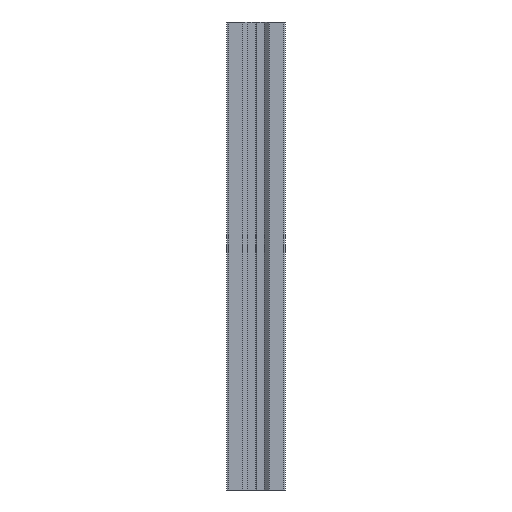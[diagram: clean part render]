
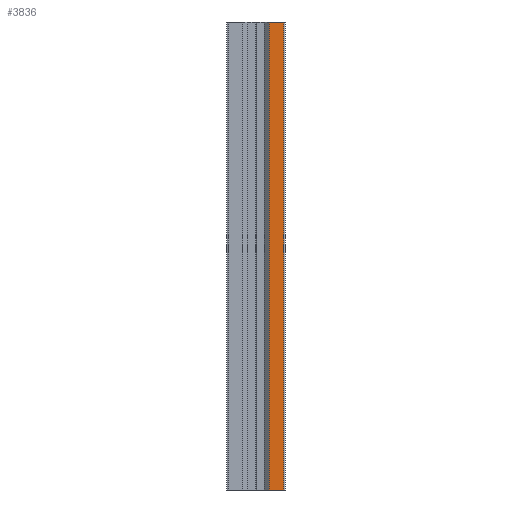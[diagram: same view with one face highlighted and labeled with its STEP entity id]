
A CAD part, front view. The second image highlights one B-rep face of the part: STEP entity #3836.
In plain terms, the highlighted planar face has unit normal (0, -1, 0).
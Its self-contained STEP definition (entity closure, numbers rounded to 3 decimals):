
#45 = PLANE('',#46);
#46 = AXIS2_PLACEMENT_3D('',#47,#48,#49);
#47 = CARTESIAN_POINT('',(-50.,-50.,160.));
#48 = DIRECTION('',(0.,0.,1.));
#49 = DIRECTION('',(1.,0.,0.));
#106 = PLANE('',#107);
#107 = AXIS2_PLACEMENT_3D('',#108,#109,#110);
#108 = CARTESIAN_POINT('',(0.,0.,0.));
#109 = DIRECTION('',(0.,0.,1.));
#110 = DIRECTION('',(1.,0.,0.));
#1674 = VERTEX_POINT('',#1675);
#1675 = CARTESIAN_POINT('',(4.58,-10.,160.));
#1688 = PLANE('',#1689);
#1689 = AXIS2_PLACEMENT_3D('',#1690,#1691,#1692);
#1690 = CARTESIAN_POINT('',(-2.71,-2.71,1500.));
#1691 = DIRECTION('',(0.707,0.707,0.));
#1692 = DIRECTION('',(-0.707,0.707,0.));
#1699 = EDGE_CURVE('',#1700,#1674,#1702,.T.);
#1700 = VERTEX_POINT('',#1701);
#1701 = CARTESIAN_POINT('',(9.5,-10.,160.));
#1702 = SURFACE_CURVE('',#1703,(#1707,#1713),.PCURVE_S1.);
#1703 = LINE('',#1704,#1705);
#1704 = CARTESIAN_POINT('',(-25.,-10.,160.));
#1705 = VECTOR('',#1706,1.);
#1706 = DIRECTION('',(-1.,0.,0.));
#1707 = PCURVE('',#45,#1708);
#1708 = DEFINITIONAL_REPRESENTATION('',(#1709),#1712);
#1709 = B_SPLINE_CURVE_WITH_KNOTS('',1,(#1710,#1711),.UNSPECIFIED.,.F.,
  .F.,(2,2),(-34.992,-29.088),.PIECEWISE_BEZIER_KNOTS.);
#1710 = CARTESIAN_POINT('',(59.992,40.));
#1711 = CARTESIAN_POINT('',(54.088,40.));
#1712 = ( GEOMETRIC_REPRESENTATION_CONTEXT(2) 
PARAMETRIC_REPRESENTATION_CONTEXT() REPRESENTATION_CONTEXT('2D SPACE',''
  ) );
#1713 = PCURVE('',#1714,#1719);
#1714 = PLANE('',#1715);
#1715 = AXIS2_PLACEMENT_3D('',#1716,#1717,#1718);
#1716 = CARTESIAN_POINT('',(0.,-10.,1500.));
#1717 = DIRECTION('',(0.,-1.,0.));
#1718 = DIRECTION('',(1.,0.,0.));
#1719 = DEFINITIONAL_REPRESENTATION('',(#1720),#1723);
#1720 = B_SPLINE_CURVE_WITH_KNOTS('',1,(#1721,#1722),.UNSPECIFIED.,.F.,
  .F.,(2,2),(-34.992,-29.088),.PIECEWISE_BEZIER_KNOTS.);
#1721 = CARTESIAN_POINT('',(9.992,-1340.));
#1722 = CARTESIAN_POINT('',(4.088,-1340.));
#1723 = ( GEOMETRIC_REPRESENTATION_CONTEXT(2) 
PARAMETRIC_REPRESENTATION_CONTEXT() REPRESENTATION_CONTEXT('2D SPACE',''
  ) );
#1746 = CYLINDRICAL_SURFACE('',#1747,0.5);
#1747 = AXIS2_PLACEMENT_3D('',#1748,#1749,#1750);
#1748 = CARTESIAN_POINT('',(9.5,-9.5,1500.));
#1749 = DIRECTION('',(-0.,-0.,-1.));
#1750 = DIRECTION('',(-1.,0.,0.));
#2185 = VERTEX_POINT('',#2186);
#2186 = CARTESIAN_POINT('',(9.5,-10.,0.));
#2208 = EDGE_CURVE('',#2185,#2209,#2211,.T.);
#2209 = VERTEX_POINT('',#2210);
#2210 = CARTESIAN_POINT('',(4.58,-10.,0.));
#2211 = SURFACE_CURVE('',#2212,(#2216,#2223),.PCURVE_S1.);
#2212 = LINE('',#2213,#2214);
#2213 = CARTESIAN_POINT('',(0.,-10.,0.));
#2214 = VECTOR('',#2215,1.);
#2215 = DIRECTION('',(-1.,0.,0.));
#2216 = PCURVE('',#106,#2217);
#2217 = DEFINITIONAL_REPRESENTATION('',(#2218),#2222);
#2218 = LINE('',#2219,#2220);
#2219 = CARTESIAN_POINT('',(0.,-10.));
#2220 = VECTOR('',#2221,1.);
#2221 = DIRECTION('',(-1.,0.));
#2222 = ( GEOMETRIC_REPRESENTATION_CONTEXT(2) 
PARAMETRIC_REPRESENTATION_CONTEXT() REPRESENTATION_CONTEXT('2D SPACE',''
  ) );
#2223 = PCURVE('',#1714,#2224);
#2224 = DEFINITIONAL_REPRESENTATION('',(#2225),#2229);
#2225 = LINE('',#2226,#2227);
#2226 = CARTESIAN_POINT('',(0.,-1500.));
#2227 = VECTOR('',#2228,1.);
#2228 = DIRECTION('',(-1.,0.));
#2229 = ( GEOMETRIC_REPRESENTATION_CONTEXT(2) 
PARAMETRIC_REPRESENTATION_CONTEXT() REPRESENTATION_CONTEXT('2D SPACE',''
  ) );
#3813 = EDGE_CURVE('',#1700,#2185,#3814,.T.);
#3814 = SURFACE_CURVE('',#3815,(#3819,#3826),.PCURVE_S1.);
#3815 = LINE('',#3816,#3817);
#3816 = CARTESIAN_POINT('',(9.5,-10.,1500.));
#3817 = VECTOR('',#3818,1.);
#3818 = DIRECTION('',(-0.,-0.,-1.));
#3819 = PCURVE('',#1746,#3820);
#3820 = DEFINITIONAL_REPRESENTATION('',(#3821),#3825);
#3821 = LINE('',#3822,#3823);
#3822 = CARTESIAN_POINT('',(4.712,0.));
#3823 = VECTOR('',#3824,1.);
#3824 = DIRECTION('',(0.,1.));
#3825 = ( GEOMETRIC_REPRESENTATION_CONTEXT(2) 
PARAMETRIC_REPRESENTATION_CONTEXT() REPRESENTATION_CONTEXT('2D SPACE',''
  ) );
#3826 = PCURVE('',#1714,#3827);
#3827 = DEFINITIONAL_REPRESENTATION('',(#3828),#3832);
#3828 = LINE('',#3829,#3830);
#3829 = CARTESIAN_POINT('',(9.5,0.));
#3830 = VECTOR('',#3831,1.);
#3831 = DIRECTION('',(0.,-1.));
#3832 = ( GEOMETRIC_REPRESENTATION_CONTEXT(2) 
PARAMETRIC_REPRESENTATION_CONTEXT() REPRESENTATION_CONTEXT('2D SPACE',''
  ) );
#3836 = ADVANCED_FACE('',(#3837),#1714,.T.);
#3837 = FACE_BOUND('',#3838,.T.);
#3838 = EDGE_LOOP('',(#3839,#3840,#3841,#3842));
#3839 = ORIENTED_EDGE('',*,*,#2208,.F.);
#3840 = ORIENTED_EDGE('',*,*,#3813,.F.);
#3841 = ORIENTED_EDGE('',*,*,#1699,.T.);
#3842 = ORIENTED_EDGE('',*,*,#3843,.T.);
#3843 = EDGE_CURVE('',#1674,#2209,#3844,.T.);
#3844 = SURFACE_CURVE('',#3845,(#3849,#3856),.PCURVE_S1.);
#3845 = LINE('',#3846,#3847);
#3846 = CARTESIAN_POINT('',(4.58,-10.,1500.));
#3847 = VECTOR('',#3848,1.);
#3848 = DIRECTION('',(-0.,-0.,-1.));
#3849 = PCURVE('',#1714,#3850);
#3850 = DEFINITIONAL_REPRESENTATION('',(#3851),#3855);
#3851 = LINE('',#3852,#3853);
#3852 = CARTESIAN_POINT('',(4.58,0.));
#3853 = VECTOR('',#3854,1.);
#3854 = DIRECTION('',(0.,-1.));
#3855 = ( GEOMETRIC_REPRESENTATION_CONTEXT(2) 
PARAMETRIC_REPRESENTATION_CONTEXT() REPRESENTATION_CONTEXT('2D SPACE',''
  ) );
#3856 = PCURVE('',#1688,#3857);
#3857 = DEFINITIONAL_REPRESENTATION('',(#3858),#3862);
#3858 = LINE('',#3859,#3860);
#3859 = CARTESIAN_POINT('',(-10.31,0.));
#3860 = VECTOR('',#3861,1.);
#3861 = DIRECTION('',(0.,-1.));
#3862 = ( GEOMETRIC_REPRESENTATION_CONTEXT(2) 
PARAMETRIC_REPRESENTATION_CONTEXT() REPRESENTATION_CONTEXT('2D SPACE',''
  ) );
